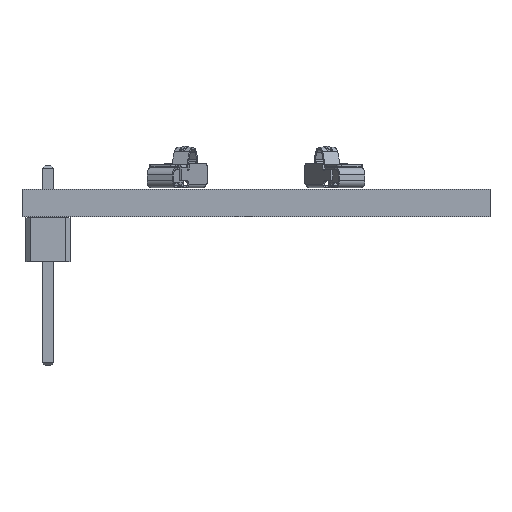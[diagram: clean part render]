
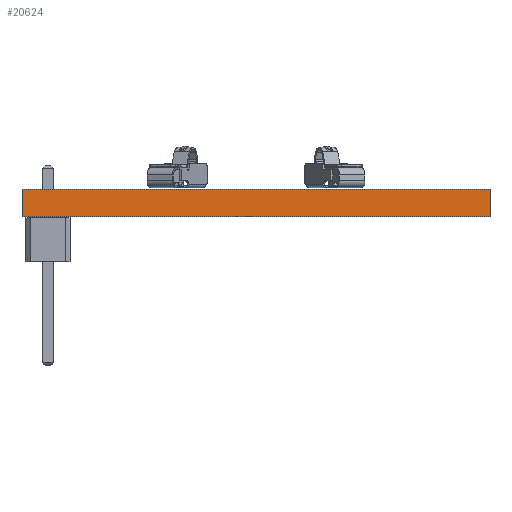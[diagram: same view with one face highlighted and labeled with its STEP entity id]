
A CAD part, left-side view. The second image highlights one B-rep face of the part: STEP entity #20624.
In plain terms, the highlighted planar face has unit normal (-1, 0, 0).
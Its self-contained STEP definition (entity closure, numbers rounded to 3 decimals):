
#20624 = ADVANCED_FACE('',(#20625),#20639,.F.);
#20625 = FACE_BOUND('',#20626,.F.);
#20626 = EDGE_LOOP('',(#20627,#20662,#20690,#20718));
#20627 = ORIENTED_EDGE('',*,*,#20628,.T.);
#20628 = EDGE_CURVE('',#20629,#20631,#20633,.T.);
#20629 = VERTEX_POINT('',#20630);
#20630 = CARTESIAN_POINT('',(-13.5,13.5,0.));
#20631 = VERTEX_POINT('',#20632);
#20632 = CARTESIAN_POINT('',(-13.5,13.5,1.6));
#20633 = SURFACE_CURVE('',#20634,(#20638,#20650),.PCURVE_S1.);
#20634 = LINE('',#20635,#20636);
#20635 = CARTESIAN_POINT('',(-13.5,13.5,0.));
#20636 = VECTOR('',#20637,1.);
#20637 = DIRECTION('',(0.,0.,1.));
#20638 = PCURVE('',#20639,#20644);
#20639 = PLANE('',#20640);
#20640 = AXIS2_PLACEMENT_3D('',#20641,#20642,#20643);
#20641 = CARTESIAN_POINT('',(-13.5,13.5,0.));
#20642 = DIRECTION('',(1.,0.,-0.));
#20643 = DIRECTION('',(0.,-1.,0.));
#20644 = DEFINITIONAL_REPRESENTATION('',(#20645),#20649);
#20645 = LINE('',#20646,#20647);
#20646 = CARTESIAN_POINT('',(0.,0.));
#20647 = VECTOR('',#20648,1.);
#20648 = DIRECTION('',(0.,-1.));
#20649 = ( GEOMETRIC_REPRESENTATION_CONTEXT(2) 
PARAMETRIC_REPRESENTATION_CONTEXT() REPRESENTATION_CONTEXT('2D SPACE',''
  ) );
#20650 = PCURVE('',#20651,#20656);
#20651 = PLANE('',#20652);
#20652 = AXIS2_PLACEMENT_3D('',#20653,#20654,#20655);
#20653 = CARTESIAN_POINT('',(13.5,13.5,0.));
#20654 = DIRECTION('',(0.,-1.,0.));
#20655 = DIRECTION('',(-1.,0.,0.));
#20656 = DEFINITIONAL_REPRESENTATION('',(#20657),#20661);
#20657 = LINE('',#20658,#20659);
#20658 = CARTESIAN_POINT('',(27.,0.));
#20659 = VECTOR('',#20660,1.);
#20660 = DIRECTION('',(0.,-1.));
#20661 = ( GEOMETRIC_REPRESENTATION_CONTEXT(2) 
PARAMETRIC_REPRESENTATION_CONTEXT() REPRESENTATION_CONTEXT('2D SPACE',''
  ) );
#20662 = ORIENTED_EDGE('',*,*,#20663,.T.);
#20663 = EDGE_CURVE('',#20631,#20664,#20666,.T.);
#20664 = VERTEX_POINT('',#20665);
#20665 = CARTESIAN_POINT('',(-13.5,-13.5,1.6));
#20666 = SURFACE_CURVE('',#20667,(#20671,#20678),.PCURVE_S1.);
#20667 = LINE('',#20668,#20669);
#20668 = CARTESIAN_POINT('',(-13.5,13.5,1.6));
#20669 = VECTOR('',#20670,1.);
#20670 = DIRECTION('',(0.,-1.,0.));
#20671 = PCURVE('',#20639,#20672);
#20672 = DEFINITIONAL_REPRESENTATION('',(#20673),#20677);
#20673 = LINE('',#20674,#20675);
#20674 = CARTESIAN_POINT('',(0.,-1.6));
#20675 = VECTOR('',#20676,1.);
#20676 = DIRECTION('',(1.,0.));
#20677 = ( GEOMETRIC_REPRESENTATION_CONTEXT(2) 
PARAMETRIC_REPRESENTATION_CONTEXT() REPRESENTATION_CONTEXT('2D SPACE',''
  ) );
#20678 = PCURVE('',#20679,#20684);
#20679 = PLANE('',#20680);
#20680 = AXIS2_PLACEMENT_3D('',#20681,#20682,#20683);
#20681 = CARTESIAN_POINT('',(0.,0.,1.6));
#20682 = DIRECTION('',(0.,0.,1.));
#20683 = DIRECTION('',(1.,0.,-0.));
#20684 = DEFINITIONAL_REPRESENTATION('',(#20685),#20689);
#20685 = LINE('',#20686,#20687);
#20686 = CARTESIAN_POINT('',(-13.5,13.5));
#20687 = VECTOR('',#20688,1.);
#20688 = DIRECTION('',(0.,-1.));
#20689 = ( GEOMETRIC_REPRESENTATION_CONTEXT(2) 
PARAMETRIC_REPRESENTATION_CONTEXT() REPRESENTATION_CONTEXT('2D SPACE',''
  ) );
#20690 = ORIENTED_EDGE('',*,*,#20691,.F.);
#20691 = EDGE_CURVE('',#20692,#20664,#20694,.T.);
#20692 = VERTEX_POINT('',#20693);
#20693 = CARTESIAN_POINT('',(-13.5,-13.5,0.));
#20694 = SURFACE_CURVE('',#20695,(#20699,#20706),.PCURVE_S1.);
#20695 = LINE('',#20696,#20697);
#20696 = CARTESIAN_POINT('',(-13.5,-13.5,0.));
#20697 = VECTOR('',#20698,1.);
#20698 = DIRECTION('',(0.,0.,1.));
#20699 = PCURVE('',#20639,#20700);
#20700 = DEFINITIONAL_REPRESENTATION('',(#20701),#20705);
#20701 = LINE('',#20702,#20703);
#20702 = CARTESIAN_POINT('',(27.,0.));
#20703 = VECTOR('',#20704,1.);
#20704 = DIRECTION('',(0.,-1.));
#20705 = ( GEOMETRIC_REPRESENTATION_CONTEXT(2) 
PARAMETRIC_REPRESENTATION_CONTEXT() REPRESENTATION_CONTEXT('2D SPACE',''
  ) );
#20706 = PCURVE('',#20707,#20712);
#20707 = PLANE('',#20708);
#20708 = AXIS2_PLACEMENT_3D('',#20709,#20710,#20711);
#20709 = CARTESIAN_POINT('',(-13.5,-13.5,0.));
#20710 = DIRECTION('',(0.,1.,0.));
#20711 = DIRECTION('',(1.,0.,0.));
#20712 = DEFINITIONAL_REPRESENTATION('',(#20713),#20717);
#20713 = LINE('',#20714,#20715);
#20714 = CARTESIAN_POINT('',(0.,0.));
#20715 = VECTOR('',#20716,1.);
#20716 = DIRECTION('',(0.,-1.));
#20717 = ( GEOMETRIC_REPRESENTATION_CONTEXT(2) 
PARAMETRIC_REPRESENTATION_CONTEXT() REPRESENTATION_CONTEXT('2D SPACE',''
  ) );
#20718 = ORIENTED_EDGE('',*,*,#20719,.F.);
#20719 = EDGE_CURVE('',#20629,#20692,#20720,.T.);
#20720 = SURFACE_CURVE('',#20721,(#20725,#20732),.PCURVE_S1.);
#20721 = LINE('',#20722,#20723);
#20722 = CARTESIAN_POINT('',(-13.5,13.5,0.));
#20723 = VECTOR('',#20724,1.);
#20724 = DIRECTION('',(0.,-1.,0.));
#20725 = PCURVE('',#20639,#20726);
#20726 = DEFINITIONAL_REPRESENTATION('',(#20727),#20731);
#20727 = LINE('',#20728,#20729);
#20728 = CARTESIAN_POINT('',(0.,0.));
#20729 = VECTOR('',#20730,1.);
#20730 = DIRECTION('',(1.,0.));
#20731 = ( GEOMETRIC_REPRESENTATION_CONTEXT(2) 
PARAMETRIC_REPRESENTATION_CONTEXT() REPRESENTATION_CONTEXT('2D SPACE',''
  ) );
#20732 = PCURVE('',#20733,#20738);
#20733 = PLANE('',#20734);
#20734 = AXIS2_PLACEMENT_3D('',#20735,#20736,#20737);
#20735 = CARTESIAN_POINT('',(0.,0.,0.));
#20736 = DIRECTION('',(0.,0.,1.));
#20737 = DIRECTION('',(1.,0.,-0.));
#20738 = DEFINITIONAL_REPRESENTATION('',(#20739),#20743);
#20739 = LINE('',#20740,#20741);
#20740 = CARTESIAN_POINT('',(-13.5,13.5));
#20741 = VECTOR('',#20742,1.);
#20742 = DIRECTION('',(0.,-1.));
#20743 = ( GEOMETRIC_REPRESENTATION_CONTEXT(2) 
PARAMETRIC_REPRESENTATION_CONTEXT() REPRESENTATION_CONTEXT('2D SPACE',''
  ) );
